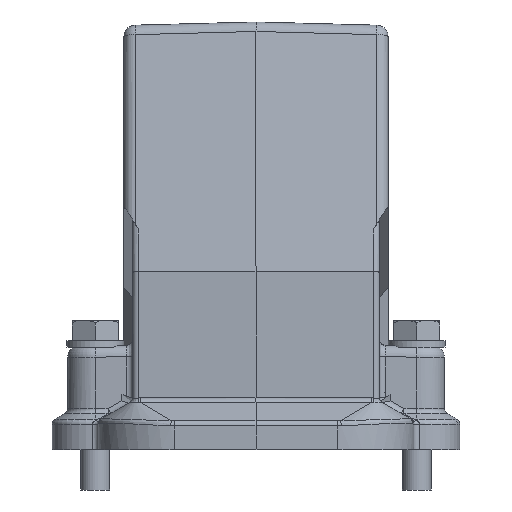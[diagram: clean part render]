
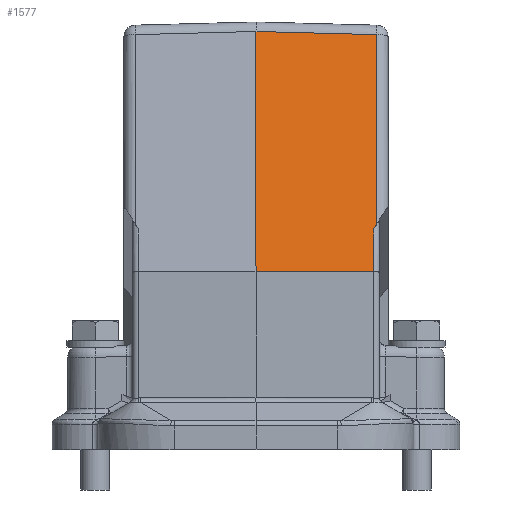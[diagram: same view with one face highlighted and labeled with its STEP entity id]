
A CAD part, left-side view. The second image highlights one B-rep face of the part: STEP entity #1577.
In plain terms, the highlighted planar face has unit normal (-0.985, -0.026, 0.174).
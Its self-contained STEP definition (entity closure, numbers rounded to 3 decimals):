
#1577=ADVANCED_FACE('',(#2498),#1942,.F.);
#1942=PLANE('',#12330);
#2498=FACE_OUTER_BOUND('',#3212,.T.);
#3212=EDGE_LOOP('',(#7633,#7634,#7635,#7636,#7637,#7638));
#4090=LINE('',#21225,#4931);
#4092=LINE('',#21235,#4933);
#4104=LINE('',#21269,#4945);
#4109=LINE('',#21466,#4950);
#4110=LINE('',#21468,#4951);
#4111=LINE('',#21470,#4952);
#4931=VECTOR('',#15073,1.);
#4933=VECTOR('',#15085,1.);
#4945=VECTOR('',#15123,1.);
#4950=VECTOR('',#15140,1.);
#4951=VECTOR('',#15143,1.);
#4952=VECTOR('',#15144,1.);
#7633=ORIENTED_EDGE('',*,*,#10755,.F.);
#7634=ORIENTED_EDGE('',*,*,#10738,.T.);
#7635=ORIENTED_EDGE('',*,*,#10733,.F.);
#7636=ORIENTED_EDGE('',*,*,#10772,.F.);
#7637=ORIENTED_EDGE('',*,*,#10773,.T.);
#7638=ORIENTED_EDGE('',*,*,#10771,.T.);
#9232=VERTEX_POINT('',#21224);
#9233=VERTEX_POINT('',#21226);
#9234=VERTEX_POINT('',#21232);
#9245=VERTEX_POINT('',#21270);
#9253=VERTEX_POINT('',#21463);
#9254=VERTEX_POINT('',#21469);
#10733=EDGE_CURVE('',#9232,#9233,#4090,.T.);
#10738=EDGE_CURVE('',#9234,#9233,#4092,.T.);
#10755=EDGE_CURVE('',#9234,#9245,#4104,.T.);
#10771=EDGE_CURVE('',#9253,#9245,#4109,.T.);
#10772=EDGE_CURVE('',#9254,#9232,#4110,.T.);
#10773=EDGE_CURVE('',#9254,#9253,#4111,.T.);
#12330=AXIS2_PLACEMENT_3D('',#21471,#15145,#15146);
#15073=DIRECTION('',(0.022,-0.999,-0.026));
#15085=DIRECTION('',(0.174,0.,0.985));
#15123=DIRECTION('',(-0.164,0.495,-0.853));
#15140=DIRECTION('',(0.174,0.,0.985));
#15143=DIRECTION('',(0.174,0.,0.985));
#15144=DIRECTION('',(0.026,-1.,-0.002));
#15145=DIRECTION('',(0.984,0.026,-0.174));
#15146=DIRECTION('',(0.174,0.,0.985));
#21224=CARTESIAN_POINT('',(-39.38,0.,61.347));
#21225=CARTESIAN_POINT('',(-39.139,-10.987,61.059));
#21226=CARTESIAN_POINT('',(-38.918,-21.052,60.795));
#21232=CARTESIAN_POINT('',(-44.723,-21.052,27.873));
#21235=CARTESIAN_POINT('',(-42.522,-21.052,40.353));
#21269=CARTESIAN_POINT('',(-44.723,-21.052,27.873));
#21270=CARTESIAN_POINT('',(-44.896,-20.526,26.967));
#21463=CARTESIAN_POINT('',(-46.213,-20.526,19.503));
#21466=CARTESIAN_POINT('',(-42.536,-20.526,40.355));
#21468=CARTESIAN_POINT('',(-46.75,0.,19.55));
#21469=CARTESIAN_POINT('',(-46.75,0.,19.55));
#21470=CARTESIAN_POINT('',(-46.75,0.,19.55));
#21471=CARTESIAN_POINT('',(-42.794,-10.526,40.4));
